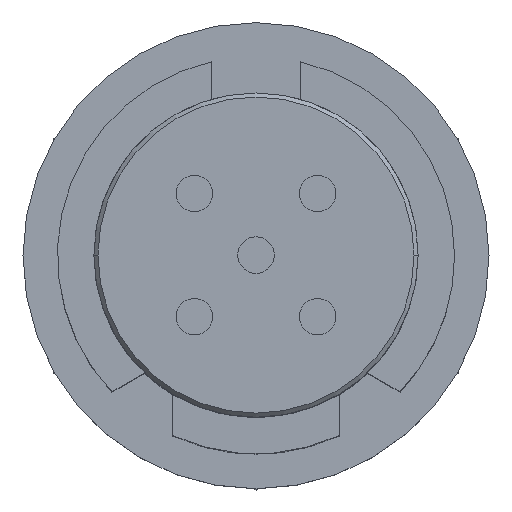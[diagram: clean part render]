
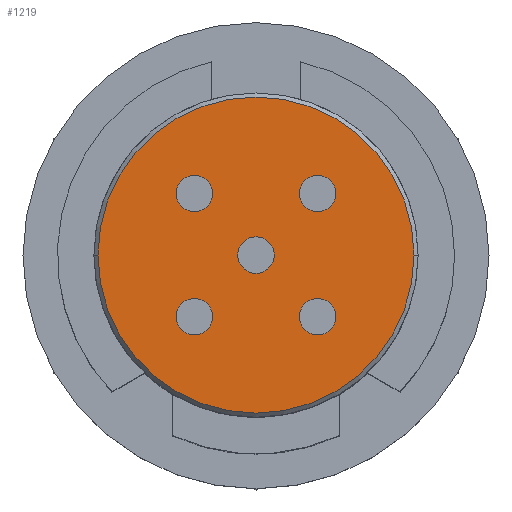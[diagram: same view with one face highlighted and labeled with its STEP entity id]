
A CAD part, top view. The second image highlights one B-rep face of the part: STEP entity #1219.
In plain terms, the highlighted planar face has unit normal (0, 0, 1).
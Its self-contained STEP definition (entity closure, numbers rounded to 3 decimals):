
#8 = ORIENTED_EDGE ( 'NONE', *, *, #4942, .F. ) ;
#17 = DIRECTION ( 'NONE',  ( -1., 0., 0. ) ) ;
#32 = DIRECTION ( 'NONE',  ( 0., 0., 1. ) ) ;
#46 = CARTESIAN_POINT ( 'NONE',  ( 0., 0., 0. ) ) ;
#67 = ORIENTED_EDGE ( 'NONE', *, *, #2836, .T. ) ;
#149 = FACE_BOUND ( 'NONE', #1557, .T. ) ;
#172 = CARTESIAN_POINT ( 'NONE',  ( 1.52, 1.52, 0. ) ) ;
#253 = FACE_BOUND ( 'NONE', #1464, .T. ) ;
#279 = CIRCLE ( 'NONE', #1384, 0.45 ) ;
#316 = DIRECTION ( 'NONE',  ( 1., 0., 0. ) ) ;
#358 = EDGE_CURVE ( 'NONE', #2880, #2154, #4726, .T. ) ;
#367 = CARTESIAN_POINT ( 'NONE',  ( -3.9, 0., 0. ) ) ;
#413 = ORIENTED_EDGE ( 'NONE', *, *, #4828, .T. ) ;
#420 = DIRECTION ( 'NONE',  ( 1., 0., 0. ) ) ;
#426 = DIRECTION ( 'NONE',  ( 0., 0., 1. ) ) ;
#434 = CARTESIAN_POINT ( 'NONE',  ( -1.52, 1.52, 0. ) ) ;
#629 = AXIS2_PLACEMENT_3D ( 'NONE', #434, #426, #420 ) ;
#637 = CARTESIAN_POINT ( 'NONE',  ( -1.07, 1.52, 0. ) ) ;
#753 = CIRCLE ( 'NONE', #4574, 0.45 ) ;
#803 = DIRECTION ( 'NONE',  ( 0., 0., 1. ) ) ;
#892 = VERTEX_POINT ( 'NONE', #3286 ) ;
#939 = EDGE_CURVE ( 'NONE', #950, #1458, #3343, .T. ) ;
#950 = VERTEX_POINT ( 'NONE', #3882 ) ;
#1072 = AXIS2_PLACEMENT_3D ( 'NONE', #1611, #1738, #1640 ) ;
#1126 = EDGE_CURVE ( 'NONE', #2086, #1742, #2961, .T. ) ;
#1169 = EDGE_CURVE ( 'NONE', #2800, #892, #4444, .T. ) ;
#1170 = EDGE_LOOP ( 'NONE', ( #413, #67 ) ) ;
#1200 = FACE_BOUND ( 'NONE', #1396, .T. ) ;
#1219 = ADVANCED_FACE ( 'NONE', ( #4341, #253, #2343, #1200, #149, #3389 ), #3661, .F. ) ;
#1267 = EDGE_LOOP ( 'NONE', ( #4710, #4582 ) ) ;
#1286 = EDGE_LOOP ( 'NONE', ( #3262, #3012 ) ) ;
#1384 = AXIS2_PLACEMENT_3D ( 'NONE', #1729, #1724, #1717 ) ;
#1396 = EDGE_LOOP ( 'NONE', ( #4531, #4434 ) ) ;
#1458 = VERTEX_POINT ( 'NONE', #4263 ) ;
#1464 = EDGE_LOOP ( 'NONE', ( #8, #4893 ) ) ;
#1539 = AXIS2_PLACEMENT_3D ( 'NONE', #46, #32, #17 ) ;
#1557 = EDGE_LOOP ( 'NONE', ( #4383, #4220 ) ) ;
#1611 = CARTESIAN_POINT ( 'NONE',  ( 0., 0., 0. ) ) ;
#1624 = CARTESIAN_POINT ( 'NONE',  ( 1.07, 1.52, 0. ) ) ;
#1640 = DIRECTION ( 'NONE',  ( -1., 0., 0. ) ) ;
#1717 = DIRECTION ( 'NONE',  ( 1., 0., 0. ) ) ;
#1724 = DIRECTION ( 'NONE',  ( 0., 0., 1. ) ) ;
#1729 = CARTESIAN_POINT ( 'NONE',  ( -1.52, -1.52, 0. ) ) ;
#1738 = DIRECTION ( 'NONE',  ( 0., 0., 1. ) ) ;
#1742 = VERTEX_POINT ( 'NONE', #4207 ) ;
#1747 = AXIS2_PLACEMENT_3D ( 'NONE', #4110, #3584, #2229 ) ;
#1843 = AXIS2_PLACEMENT_3D ( 'NONE', #3072, #3056, #3217 ) ;
#1869 = AXIS2_PLACEMENT_3D ( 'NONE', #2467, #2463, #2459 ) ;
#1898 = CARTESIAN_POINT ( 'NONE',  ( -1.97, -1.52, 0. ) ) ;
#1968 = AXIS2_PLACEMENT_3D ( 'NONE', #2585, #2578, #2575 ) ;
#1983 = AXIS2_PLACEMENT_3D ( 'NONE', #172, #803, #316 ) ;
#2055 = AXIS2_PLACEMENT_3D ( 'NONE', #2676, #2669, #2665 ) ;
#2086 = VERTEX_POINT ( 'NONE', #1624 ) ;
#2121 = VERTEX_POINT ( 'NONE', #2450 ) ;
#2154 = VERTEX_POINT ( 'NONE', #3789 ) ;
#2195 = CIRCLE ( 'NONE', #629, 0.45 ) ;
#2229 = DIRECTION ( 'NONE',  ( -1., 0., 0. ) ) ;
#2238 = AXIS2_PLACEMENT_3D ( 'NONE', #4187, #4060, #4208 ) ;
#2343 = FACE_BOUND ( 'NONE', #1267, .T. ) ;
#2394 = DIRECTION ( 'NONE',  ( 1., 0., 0. ) ) ;
#2397 = DIRECTION ( 'NONE',  ( 0., 0., 1. ) ) ;
#2408 = CARTESIAN_POINT ( 'NONE',  ( 1.52, -1.52, 0. ) ) ;
#2450 = CARTESIAN_POINT ( 'NONE',  ( -1.97, 1.52, 0. ) ) ;
#2459 = DIRECTION ( 'NONE',  ( 1., 0., 0. ) ) ;
#2463 = DIRECTION ( 'NONE',  ( 0., 0., 1. ) ) ;
#2467 = CARTESIAN_POINT ( 'NONE',  ( 1.52, 1.52, 0. ) ) ;
#2575 = DIRECTION ( 'NONE',  ( 1., 0., 0. ) ) ;
#2578 = DIRECTION ( 'NONE',  ( 0., 0., 1. ) ) ;
#2585 = CARTESIAN_POINT ( 'NONE',  ( 0., 0., 0. ) ) ;
#2665 = DIRECTION ( 'NONE',  ( 1., 0., 0. ) ) ;
#2669 = DIRECTION ( 'NONE',  ( 0., 0., 1. ) ) ;
#2676 = CARTESIAN_POINT ( 'NONE',  ( -1.52, 1.52, 0. ) ) ;
#2695 = CIRCLE ( 'NONE', #1539, 3.9 ) ;
#2800 = VERTEX_POINT ( 'NONE', #4308 ) ;
#2836 = EDGE_CURVE ( 'NONE', #4151, #4981, #2695, .T. ) ;
#2880 = VERTEX_POINT ( 'NONE', #1898 ) ;
#2961 = CIRCLE ( 'NONE', #1983, 0.45 ) ;
#3012 = ORIENTED_EDGE ( 'NONE', *, *, #1169, .F. ) ;
#3056 = DIRECTION ( 'NONE',  ( 0., 0., 1. ) ) ;
#3072 = CARTESIAN_POINT ( 'NONE',  ( 0., 0., 0. ) ) ;
#3200 = AXIS2_PLACEMENT_3D ( 'NONE', #4281, #4284, #4293 ) ;
#3217 = DIRECTION ( 'NONE',  ( 1., 0., 0. ) ) ;
#3236 = VERTEX_POINT ( 'NONE', #637 ) ;
#3262 = ORIENTED_EDGE ( 'NONE', *, *, #4461, .F. ) ;
#3286 = CARTESIAN_POINT ( 'NONE',  ( 0.45, 0., 0. ) ) ;
#3343 = CIRCLE ( 'NONE', #2238, 0.45 ) ;
#3363 = CIRCLE ( 'NONE', #1968, 0.45 ) ;
#3389 = FACE_BOUND ( 'NONE', #1286, .T. ) ;
#3584 = DIRECTION ( 'NONE',  ( 0., 0., -1. ) ) ;
#3631 = CARTESIAN_POINT ( 'NONE',  ( 3.9, 0., 0. ) ) ;
#3661 = PLANE ( 'NONE',  #1747 ) ;
#3789 = CARTESIAN_POINT ( 'NONE',  ( -1.07, -1.52, 0. ) ) ;
#3882 = CARTESIAN_POINT ( 'NONE',  ( 1.07, -1.52, 0. ) ) ;
#3975 = CIRCLE ( 'NONE', #1869, 0.45 ) ;
#4060 = DIRECTION ( 'NONE',  ( 0., 0., 1. ) ) ;
#4110 = CARTESIAN_POINT ( 'NONE',  ( 0., 0., 0. ) ) ;
#4151 = VERTEX_POINT ( 'NONE', #3631 ) ;
#4187 = CARTESIAN_POINT ( 'NONE',  ( 1.52, -1.52, 0. ) ) ;
#4207 = CARTESIAN_POINT ( 'NONE',  ( 1.97, 1.52, 0. ) ) ;
#4208 = DIRECTION ( 'NONE',  ( 1., 0., 0. ) ) ;
#4220 = ORIENTED_EDGE ( 'NONE', *, *, #1126, .F. ) ;
#4263 = CARTESIAN_POINT ( 'NONE',  ( 1.97, -1.52, 0. ) ) ;
#4281 = CARTESIAN_POINT ( 'NONE',  ( -1.52, -1.52, 0. ) ) ;
#4284 = DIRECTION ( 'NONE',  ( 0., 0., 1. ) ) ;
#4293 = DIRECTION ( 'NONE',  ( 1., 0., 0. ) ) ;
#4307 = CIRCLE ( 'NONE', #2055, 0.45 ) ;
#4308 = CARTESIAN_POINT ( 'NONE',  ( -0.45, 0., 0. ) ) ;
#4341 = FACE_OUTER_BOUND ( 'NONE', #1170, .T. ) ;
#4383 = ORIENTED_EDGE ( 'NONE', *, *, #4494, .F. ) ;
#4434 = ORIENTED_EDGE ( 'NONE', *, *, #939, .F. ) ;
#4438 = EDGE_CURVE ( 'NONE', #2121, #3236, #4307, .T. ) ;
#4444 = CIRCLE ( 'NONE', #1843, 0.45 ) ;
#4461 = EDGE_CURVE ( 'NONE', #892, #2800, #3363, .T. ) ;
#4494 = EDGE_CURVE ( 'NONE', #1742, #2086, #3975, .T. ) ;
#4522 = EDGE_CURVE ( 'NONE', #1458, #950, #753, .T. ) ;
#4531 = ORIENTED_EDGE ( 'NONE', *, *, #4522, .F. ) ;
#4574 = AXIS2_PLACEMENT_3D ( 'NONE', #2408, #2397, #2394 ) ;
#4582 = ORIENTED_EDGE ( 'NONE', *, *, #358, .F. ) ;
#4621 = CIRCLE ( 'NONE', #1072, 3.9 ) ;
#4710 = ORIENTED_EDGE ( 'NONE', *, *, #4771, .F. ) ;
#4726 = CIRCLE ( 'NONE', #3200, 0.45 ) ;
#4771 = EDGE_CURVE ( 'NONE', #2154, #2880, #279, .T. ) ;
#4828 = EDGE_CURVE ( 'NONE', #4981, #4151, #4621, .T. ) ;
#4893 = ORIENTED_EDGE ( 'NONE', *, *, #4438, .F. ) ;
#4942 = EDGE_CURVE ( 'NONE', #3236, #2121, #2195, .T. ) ;
#4981 = VERTEX_POINT ( 'NONE', #367 ) ;
